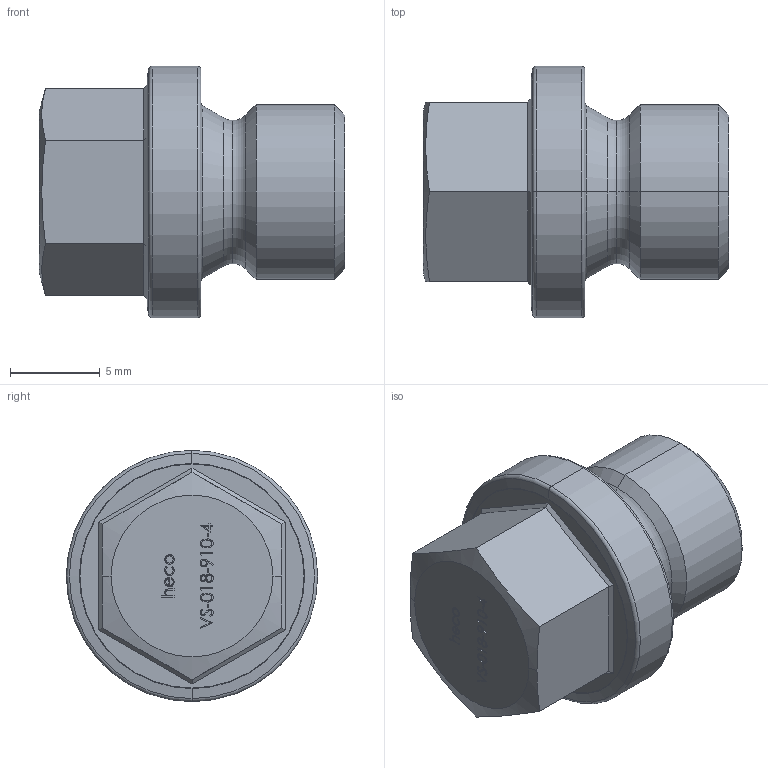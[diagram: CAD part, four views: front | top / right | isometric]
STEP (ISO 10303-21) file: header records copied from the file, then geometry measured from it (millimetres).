
FILE_DESCRIPTION (( 'STEP AP214' ), '1' );
FILE_NAME ('VS-018-910-4 Verschluss-Schraube.STEP', '2018-06-18T14:20:31', ( '' ), ( '' ), 'SwSTEP 2.0', 'SolidWorks 2016', '' );
FILE_SCHEMA (( 'AUTOMOTIVE_DESIGN' ));
Length unit declared in the file: millimetre
Products named in the file (1): VS-018-910-4 Verschluss-Schraube
Bounding box: 17 x 14 x 14 mm (x, y, z)
Volume: 1521.4 mm3; surface area: 866.1 mm2
Topology: 1 solids, 1 shells, 280 faces, 714 edges, 464 vertices
Faces by surface type: bspline 129, plane 125, torus 12, cone 10, cylinder 4
Entity records: 17158 total; most frequent: CARTESIAN_POINT 9350, ORIENTED_EDGE 1428, DIRECTION 788, EDGE_CURVE 714, VERTEX_POINT 464, VECTOR 400, LINE 400, EDGE_LOOP 308
